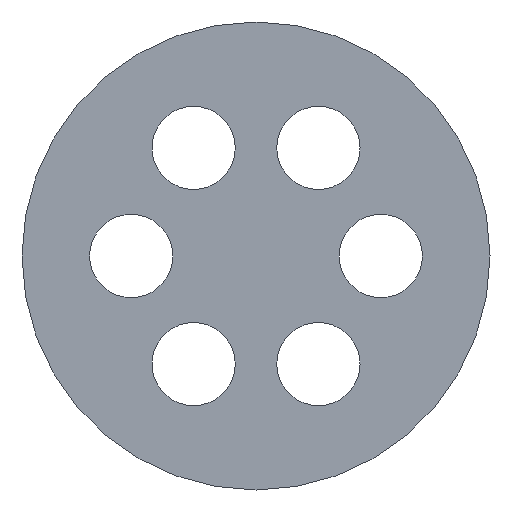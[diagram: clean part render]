
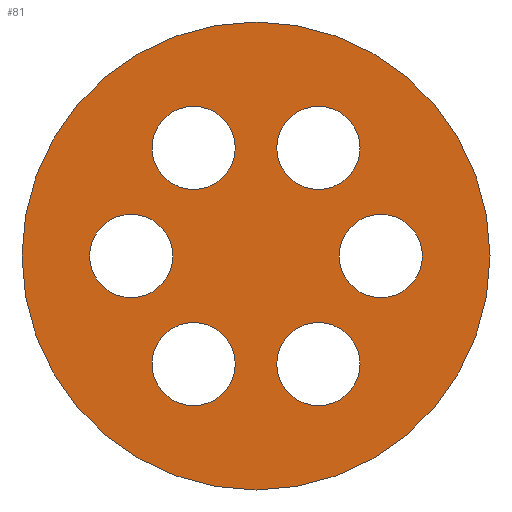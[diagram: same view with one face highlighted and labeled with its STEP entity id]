
A CAD part, left-side view. The second image highlights one B-rep face of the part: STEP entity #81.
In plain terms, the highlighted planar face has unit normal (-1, 0, 0).
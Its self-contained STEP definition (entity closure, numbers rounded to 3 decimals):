
#81 = ADVANCED_FACE( '', ( #183, #184, #185, #186, #187, #188, #189 ), #190, .F. );
#183 = FACE_BOUND( '', #316, .T. );
#184 = FACE_BOUND( '', #317, .T. );
#185 = FACE_BOUND( '', #318, .T. );
#186 = FACE_BOUND( '', #319, .T. );
#187 = FACE_BOUND( '', #320, .T. );
#188 = FACE_BOUND( '', #321, .T. );
#189 = FACE_OUTER_BOUND( '', #322, .T. );
#190 = PLANE( '', #323 );
#316 = EDGE_LOOP( '', ( #508 ) );
#317 = EDGE_LOOP( '', ( #509 ) );
#318 = EDGE_LOOP( '', ( #510 ) );
#319 = EDGE_LOOP( '', ( #511 ) );
#320 = EDGE_LOOP( '', ( #512 ) );
#321 = EDGE_LOOP( '', ( #513 ) );
#322 = EDGE_LOOP( '', ( #514 ) );
#323 = AXIS2_PLACEMENT_3D( '', #515, #516, #517 );
#508 = ORIENTED_EDGE( '', *, *, #759, .T. );
#509 = ORIENTED_EDGE( '', *, *, #778, .T. );
#510 = ORIENTED_EDGE( '', *, *, #779, .T. );
#511 = ORIENTED_EDGE( '', *, *, #780, .T. );
#512 = ORIENTED_EDGE( '', *, *, #776, .T. );
#513 = ORIENTED_EDGE( '', *, *, #756, .T. );
#514 = ORIENTED_EDGE( '', *, *, #781, .F. );
#515 = CARTESIAN_POINT( '', ( 0., 0., 0. ) );
#516 = DIRECTION( '', ( 1., 0., 0. ) );
#517 = DIRECTION( '', ( 0., 0., -1. ) );
#756 = EDGE_CURVE( '', #908, #908, #909, .T. );
#759 = EDGE_CURVE( '', #913, #913, #914, .T. );
#776 = EDGE_CURVE( '', #938, #938, #939, .T. );
#778 = EDGE_CURVE( '', #941, #941, #942, .T. );
#779 = EDGE_CURVE( '', #943, #943, #944, .T. );
#780 = EDGE_CURVE( '', #945, #945, #946, .T. );
#781 = EDGE_CURVE( '', #947, #947, #948, .T. );
#908 = VERTEX_POINT( '', #1113 );
#909 = CIRCLE( '', #1114, 2. );
#913 = VERTEX_POINT( '', #1118 );
#914 = CIRCLE( '', #1119, 2. );
#938 = VERTEX_POINT( '', #1150 );
#939 = CIRCLE( '', #1151, 2. );
#941 = VERTEX_POINT( '', #1153 );
#942 = CIRCLE( '', #1154, 2. );
#943 = VERTEX_POINT( '', #1155 );
#944 = CIRCLE( '', #1156, 2. );
#945 = VERTEX_POINT( '', #1157 );
#946 = CIRCLE( '', #1158, 2. );
#947 = VERTEX_POINT( '', #1159 );
#948 = CIRCLE( '', #1160, 11.25 );
#1113 = CARTESIAN_POINT( '', ( 0., 3., -7.196 ) );
#1114 = AXIS2_PLACEMENT_3D( '', #1314, #1315, #1316 );
#1118 = CARTESIAN_POINT( '', ( 0., -3., 3.196 ) );
#1119 = AXIS2_PLACEMENT_3D( '', #1320, #1321, #1322 );
#1150 = CARTESIAN_POINT( '', ( 0., -3., -7.196 ) );
#1151 = AXIS2_PLACEMENT_3D( '', #1342, #1343, #1344 );
#1153 = CARTESIAN_POINT( '', ( 0., 3., 3.196 ) );
#1154 = AXIS2_PLACEMENT_3D( '', #1345, #1346, #1347 );
#1155 = CARTESIAN_POINT( '', ( 0., -6., -2. ) );
#1156 = AXIS2_PLACEMENT_3D( '', #1348, #1349, #1350 );
#1157 = CARTESIAN_POINT( '', ( 0., 6., -2. ) );
#1158 = AXIS2_PLACEMENT_3D( '', #1351, #1352, #1353 );
#1159 = CARTESIAN_POINT( '', ( 0., 0., -11.25 ) );
#1160 = AXIS2_PLACEMENT_3D( '', #1354, #1355, #1356 );
#1314 = CARTESIAN_POINT( '', ( 0., 3., -5.196 ) );
#1315 = DIRECTION( '', ( 1., 0., 0. ) );
#1316 = DIRECTION( '', ( 0., 0., -1. ) );
#1320 = CARTESIAN_POINT( '', ( 0., -3., 5.196 ) );
#1321 = DIRECTION( '', ( 1., 0., 0. ) );
#1322 = DIRECTION( '', ( 0., 0., -1. ) );
#1342 = CARTESIAN_POINT( '', ( 0., -3., -5.196 ) );
#1343 = DIRECTION( '', ( 1., 0., 0. ) );
#1344 = DIRECTION( '', ( 0., 0., -1. ) );
#1345 = CARTESIAN_POINT( '', ( 0., 3., 5.196 ) );
#1346 = DIRECTION( '', ( 1., 0., 0. ) );
#1347 = DIRECTION( '', ( 0., 0., -1. ) );
#1348 = CARTESIAN_POINT( '', ( 0., -6., 0. ) );
#1349 = DIRECTION( '', ( 1., 0., 0. ) );
#1350 = DIRECTION( '', ( 0., 0., -1. ) );
#1351 = CARTESIAN_POINT( '', ( 0., 6., 0. ) );
#1352 = DIRECTION( '', ( 1., 0., 0. ) );
#1353 = DIRECTION( '', ( 0., 0., -1. ) );
#1354 = CARTESIAN_POINT( '', ( 0., 0., 0. ) );
#1355 = DIRECTION( '', ( 1., 0., 0. ) );
#1356 = DIRECTION( '', ( 0., 0., -1. ) );
